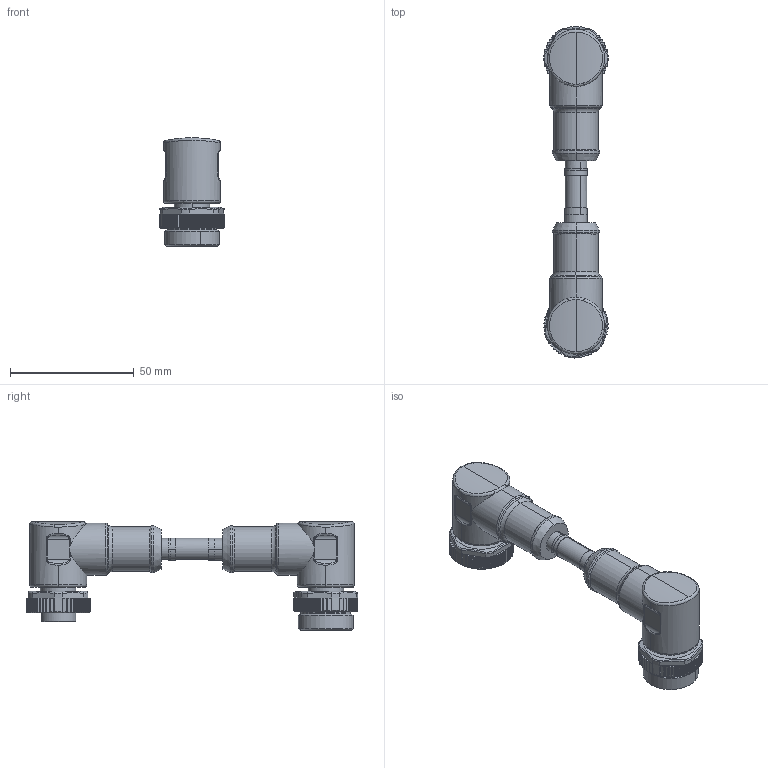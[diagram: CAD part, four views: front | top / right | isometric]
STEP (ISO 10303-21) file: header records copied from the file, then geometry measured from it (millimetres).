
FILE_DESCRIPTION(('CATIA V5 STEP Exchange','CAx-IF Rec.Pracs.--- Model Styling and Organization---1.5--- 2016-08-15','CAx-IF Rec.Pracs.---Supplemental Geometry---1.0---2011-11-01','CAx-IF Rec.Pracs.--- Composite Materials ---1.1---2010-07-15'),'2;1');
FILE_NAME ('435949-2_0', '2025-07-08T04:54:08+00:00', ('none'), ('Weidmueller'), 'CATIA Version 5-6 Release 2022 SP4 HF5', 'CATIA V5 STEP AP214 v3', 'none');
FILE_SCHEMA(('AUTOMOTIVE_DESIGN { 1 0 10303 214 1 1 1 1 }'));
Length unit declared in the file: millimetre
Products named in the file (1): 2519460000
Bounding box: 25.98 x 133.97 x 43.76 mm (x, y, z)
Volume: 50647.6 mm3; surface area: 16089.5 mm2
Topology: 1 solids, 1 shells, 1228 faces, 3227 edges, 2037 vertices
Faces by surface type: cylinder 663, plane 413, cone 66, bspline 46, torus 40
Entity records: 41530 total; most frequent: CARTESIAN_POINT 13729, ORIENTED_EDGE 6452, DIRECTION 4428, EDGE_CURVE 3226, VERTEX_POINT 2037, AXIS2_PLACEMENT_3D 1799, VECTOR 1453, LINE 1453
